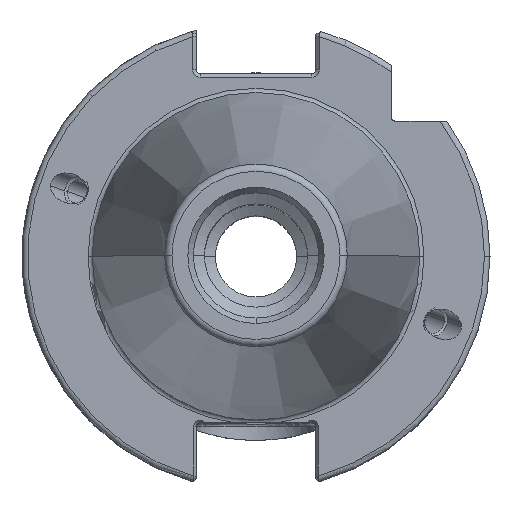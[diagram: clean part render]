
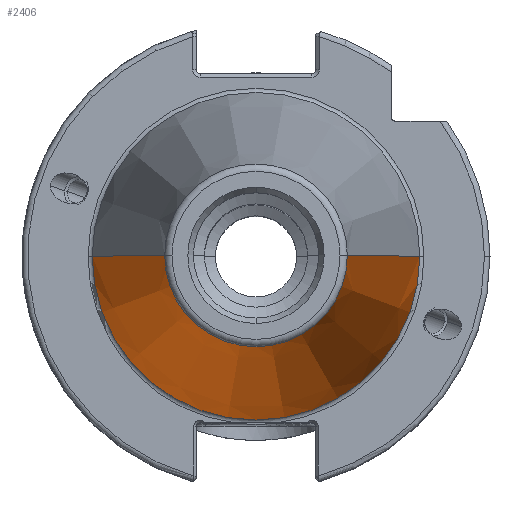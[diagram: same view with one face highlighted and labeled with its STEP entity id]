
A CAD part, top view. The second image highlights one B-rep face of the part: STEP entity #2406.
In plain terms, the highlighted conical face has half-angle 8.297 degrees and reference radius 12.397 mm.
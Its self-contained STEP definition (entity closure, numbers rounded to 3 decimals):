
#160 = AXIS2_PLACEMENT_3D ( 'NONE', #1052, #945, #713 ) ;
#462 = CONICAL_SURFACE ( 'NONE', #6359, 12.397, 0.145 ) ;
#580 = LINE ( 'NONE', #825, #8154 ) ;
#633 = LINE ( 'NONE', #5037, #8405 ) ;
#713 = DIRECTION ( 'NONE',  ( 1., 0., 0. ) ) ;
#814 = DIRECTION ( 'NONE',  ( 0.144, 0., -0.99 ) ) ;
#825 = CARTESIAN_POINT ( 'NONE',  ( 12.397, 0., 67.394 ) ) ;
#901 = ORIENTED_EDGE ( 'NONE', *, *, #7629, .F. ) ;
#945 = DIRECTION ( 'NONE',  ( 0., 0., 1. ) ) ;
#989 = CARTESIAN_POINT ( 'NONE',  ( 22.225, 0., 0. ) ) ;
#1052 = CARTESIAN_POINT ( 'NONE',  ( 0., 0., 67.394 ) ) ;
#1360 = ORIENTED_EDGE ( 'NONE', *, *, #9769, .T. ) ;
#1968 = VERTEX_POINT ( 'NONE', #989 ) ;
#2154 = CARTESIAN_POINT ( 'NONE',  ( -12.397, 0., 67.394 ) ) ;
#2406 = ADVANCED_FACE ( 'NONE', ( #3413 ), #462, .T. ) ;
#3126 = EDGE_LOOP ( 'NONE', ( #901, #4487, #1360, #7607 ) ) ;
#3307 = VERTEX_POINT ( 'NONE', #2154 ) ;
#3399 = CIRCLE ( 'NONE', #5888, 22.225 ) ;
#3413 = FACE_OUTER_BOUND ( 'NONE', #3126, .T. ) ;
#4216 = DIRECTION ( 'NONE',  ( -0.144, 0., -0.99 ) ) ;
#4487 = ORIENTED_EDGE ( 'NONE', *, *, #4758, .F. ) ;
#4758 = EDGE_CURVE ( 'NONE', #3307, #9258, #8417, .T. ) ;
#5037 = CARTESIAN_POINT ( 'NONE',  ( -12.397, 0., 67.394 ) ) ;
#5888 = AXIS2_PLACEMENT_3D ( 'NONE', #5969, #5946, #5924 ) ;
#5924 = DIRECTION ( 'NONE',  ( 1., 0., 0. ) ) ;
#5946 = DIRECTION ( 'NONE',  ( 0., 0., 1. ) ) ;
#5969 = CARTESIAN_POINT ( 'NONE',  ( 0., 0., 0. ) ) ;
#5982 = CARTESIAN_POINT ( 'NONE',  ( -22.225, 0., 0. ) ) ;
#6359 = AXIS2_PLACEMENT_3D ( 'NONE', #8714, #8427, #8264 ) ;
#6809 = CARTESIAN_POINT ( 'NONE',  ( 12.397, 0., 67.394 ) ) ;
#7128 = EDGE_CURVE ( 'NONE', #7151, #1968, #3399, .T. ) ;
#7151 = VERTEX_POINT ( 'NONE', #5982 ) ;
#7607 = ORIENTED_EDGE ( 'NONE', *, *, #7128, .T. ) ;
#7629 = EDGE_CURVE ( 'NONE', #9258, #1968, #580, .T. ) ;
#8154 = VECTOR ( 'NONE', #814, 1000. ) ;
#8264 = DIRECTION ( 'NONE',  ( -1., 0., 0. ) ) ;
#8405 = VECTOR ( 'NONE', #4216, 1000. ) ;
#8417 = CIRCLE ( 'NONE', #160, 12.397 ) ;
#8427 = DIRECTION ( 'NONE',  ( 0., 0., -1. ) ) ;
#8714 = CARTESIAN_POINT ( 'NONE',  ( 0., 0., 67.394 ) ) ;
#9258 = VERTEX_POINT ( 'NONE', #6809 ) ;
#9769 = EDGE_CURVE ( 'NONE', #3307, #7151, #633, .T. ) ;
